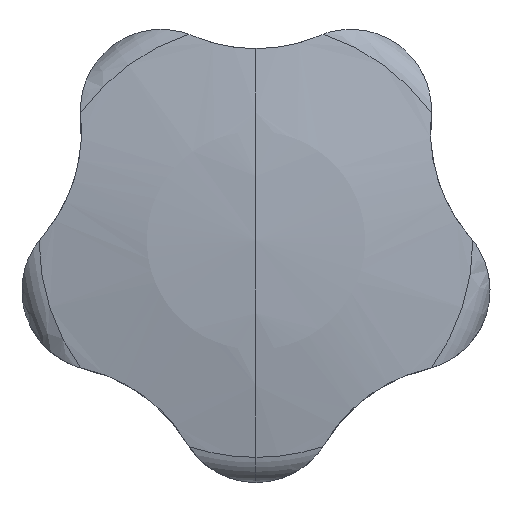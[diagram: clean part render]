
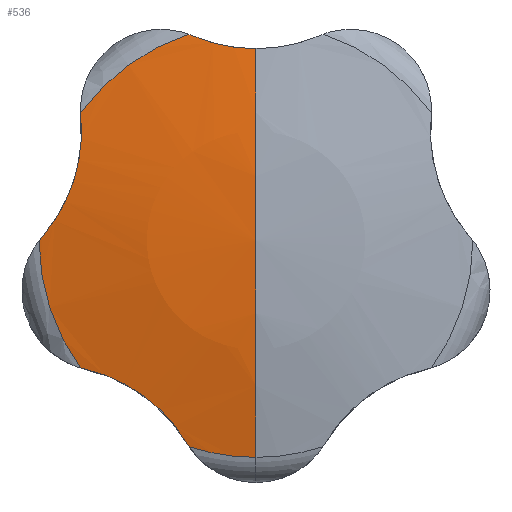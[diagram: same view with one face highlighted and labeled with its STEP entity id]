
A CAD part, top view. The second image highlights one B-rep face of the part: STEP entity #536.
In plain terms, the highlighted spherical face has radius 120 mm.
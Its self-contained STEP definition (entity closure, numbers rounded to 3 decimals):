
#242=VERTEX_POINT('',#683);
#250=VERTEX_POINT('',#693);
#252=VERTEX_POINT('',#695);
#288=EDGE_CURVE('',#582,#398,#736,.T.);
#310=VERTEX_POINT('',#760);
#324=EDGE_CURVE('',#542,#250,#775,.T.);
#326=VERTEX_POINT('',#777);
#330=EDGE_CURVE('',#542,#398,#782,.T.);
#340=VERTEX_POINT('',#792);
#348=EDGE_CURVE('',#250,#326,#800,.T.);
#382=EDGE_CURVE('',#252,#242,#835,.T.);
#390=EDGE_CURVE('',#442,#582,#843,.T.);
#398=VERTEX_POINT('',#852);
#436=VERTEX_POINT('',#897);
#438=EDGE_CURVE('',#436,#242,#899,.T.);
#442=VERTEX_POINT('',#903);
#444=VERTEX_POINT('',#905);
#476=EDGE_CURVE('',#444,#506,#941,.T.);
#492=EDGE_CURVE('',#506,#252,#958,.T.);
#502=EDGE_CURVE('',#444,#310,#968,.T.);
#506=VERTEX_POINT('',#972);
#536=ADVANCED_FACE('',(#1004),#1005,.T.);
#542=VERTEX_POINT('',#1013);
#582=VERTEX_POINT('',#1055);
#592=EDGE_CURVE('',#326,#340,#1065,.T.);
#618=EDGE_CURVE('',#436,#442,#1094,.T.);
#654=EDGE_CURVE('',#340,#310,#1136,.T.);
#683=CARTESIAN_POINT('',(-26.897,-0.018,36.947));
#693=CARTESIAN_POINT('',(0.,0.,40.0));
#695=CARTESIAN_POINT('',(-26.56,0.389,37.023));
#736=B_SPLINE_CURVE_WITH_KNOTS('',3,(#1233,#1234,#1235,#1236),.UNSPECIFIED.,.F.,.F.,(4,4),(0.0,0.529),.UNSPECIFIED.);
#760=CARTESIAN_POINT('',(-8.328,25.575,36.947));
#775=CIRCLE('',#1296,120.0);
#777=CARTESIAN_POINT('',(0.,23.781,37.62));
#782=CIRCLE('',#1304,26.897);
#792=CARTESIAN_POINT('',(-7.837,25.381,37.023));
#800=CIRCLE('',#1336,120.0);
#835=B_SPLINE_CURVE_WITH_KNOTS('',3,(#1394,#1395,#1396,#1397),.UNSPECIFIED.,.F.,.F.,(4,4),(0.0,0.529),.UNSPECIFIED.);
#843=B_SPLINE_CURVE_WITH_KNOTS('',3,(#1412,#1413,#1414,#1415,#1416,#1417,#1418,#1419,#1420,#1421,#1422,#1423,#1424,#1425),.UNSPECIFIED.,.F.,.F.,(4,2,2,2,2,2,4),(0.0,3.745,7.489,11.234,13.107,14.979,15.558),.UNSPECIFIED.);
#852=CARTESIAN_POINT('',(-8.295,-25.586,36.947));
#897=CARTESIAN_POINT('',(-21.77,-15.795,36.947));
#899=CIRCLE('',#1502,26.897);
#903=CARTESIAN_POINT('',(-21.259,-15.927,37.023));
#905=CARTESIAN_POINT('',(-21.749,15.824,36.947));
#941=B_SPLINE_CURVE_WITH_KNOTS('',3,(#1561,#1562,#1563,#1564),.UNSPECIFIED.,.F.,.F.,(4,4),(19.347,19.85),.UNSPECIFIED.);
#958=B_SPLINE_CURVE_WITH_KNOTS('',3,(#1597,#1598,#1599,#1600,#1601,#1602,#1603,#1604,#1605,#1606,#1607,#1608,#1609,#1610),.UNSPECIFIED.,.F.,.F.,(4,2,2,2,2,2,4),(0.0,3.745,7.489,11.234,13.107,14.979,15.558),.UNSPECIFIED.);
#968=CIRCLE('',#1623,26.897);
#972=CARTESIAN_POINT('',(-21.717,15.297,37.023));
#1004=FACE_OUTER_BOUND('',#1669,.T.);
#1005=SPHERICAL_SURFACE('',#1670,120.0);
#1013=CARTESIAN_POINT('',(0.,-26.897,36.947));
#1055=CARTESIAN_POINT('',(-8.578,-25.14,37.023));
#1065=B_SPLINE_CURVE_WITH_KNOTS('',3,(#1788,#1789,#1790,#1791,#1792,#1793,#1794,#1795,#1796,#1797,#1798,#1799,#1800,#1801),.UNSPECIFIED.,.F.,.F.,(4,2,2,2,2,2,4),(0.0,3.745,7.489,11.234,13.107,14.979,15.558),.UNSPECIFIED.);
#1094=B_SPLINE_CURVE_WITH_KNOTS('',3,(#1840,#1841,#1842,#1843),.UNSPECIFIED.,.F.,.F.,(4,4),(19.347,19.85),.UNSPECIFIED.);
#1136=B_SPLINE_CURVE_WITH_KNOTS('',3,(#1927,#1928,#1929,#1930),.UNSPECIFIED.,.F.,.F.,(4,4),(0.0,0.529),.UNSPECIFIED.);
#1233=CARTESIAN_POINT('',(-8.578,-25.14,37.023));
#1234=CARTESIAN_POINT('',(-8.488,-25.29,36.998));
#1235=CARTESIAN_POINT('',(-8.394,-25.438,36.972));
#1236=CARTESIAN_POINT('',(-8.295,-25.586,36.947));
#1296=AXIS2_PLACEMENT_3D('',#2078,#2079,#2080);
#1304=AXIS2_PLACEMENT_3D('',#2089,#2090,#2091);
#1336=AXIS2_PLACEMENT_3D('',#2101,#2102,#2103);
#1394=CARTESIAN_POINT('',(-26.56,0.389,37.023));
#1395=CARTESIAN_POINT('',(-26.675,0.258,36.998));
#1396=CARTESIAN_POINT('',(-26.787,0.122,36.972));
#1397=CARTESIAN_POINT('',(-26.897,-0.018,36.947));
#1412=CARTESIAN_POINT('',(-21.259,-15.927,37.023));
#1413=CARTESIAN_POINT('',(-20.055,-16.203,37.204));
#1414=CARTESIAN_POINT('',(-18.832,-16.603,37.352));
#1415=CARTESIAN_POINT('',(-16.451,-17.657,37.556));
#1416=CARTESIAN_POINT('',(-15.294,-18.309,37.612));
#1417=CARTESIAN_POINT('',(-13.135,-19.831,37.626));
#1418=CARTESIAN_POINT('',(-12.13,-20.701,37.584));
#1419=CARTESIAN_POINT('',(-10.785,-22.118,37.452));
#1420=CARTESIAN_POINT('',(-10.363,-22.608,37.396));
#1421=CARTESIAN_POINT('',(-9.578,-23.614,37.265));
#1422=CARTESIAN_POINT('',(-9.214,-24.129,37.189));
#1423=CARTESIAN_POINT('',(-8.778,-24.811,37.079));
#1424=CARTESIAN_POINT('',(-8.677,-24.975,37.051));
#1425=CARTESIAN_POINT('',(-8.578,-25.14,37.023));
#1502=AXIS2_PLACEMENT_3D('',#2206,#2207,#2208);
#1561=CARTESIAN_POINT('',(-21.749,15.824,36.947));
#1562=CARTESIAN_POINT('',(-21.743,15.648,36.972));
#1563=CARTESIAN_POINT('',(-21.732,15.472,36.997));
#1564=CARTESIAN_POINT('',(-21.717,15.297,37.023));
#1597=CARTESIAN_POINT('',(-21.717,15.297,37.023));
#1598=CARTESIAN_POINT('',(-21.607,14.066,37.204));
#1599=CARTESIAN_POINT('',(-21.61,12.779,37.352));
#1600=CARTESIAN_POINT('',(-21.876,10.19,37.556));
#1601=CARTESIAN_POINT('',(-22.14,8.888,37.612));
#1602=CARTESIAN_POINT('',(-22.919,6.364,37.626));
#1603=CARTESIAN_POINT('',(-23.436,5.139,37.584));
#1604=CARTESIAN_POINT('',(-24.368,3.422,37.452));
#1605=CARTESIAN_POINT('',(-24.704,2.869,37.396));
#1606=CARTESIAN_POINT('',(-25.418,1.812,37.265));
#1607=CARTESIAN_POINT('',(-25.795,1.307,37.189));
#1608=CARTESIAN_POINT('',(-26.31,0.681,37.079));
#1609=CARTESIAN_POINT('',(-26.434,0.535,37.051));
#1610=CARTESIAN_POINT('',(-26.56,0.389,37.023));
#1623=AXIS2_PLACEMENT_3D('',#2274,#2275,#2276);
#1669=EDGE_LOOP('',(#2309,#2310,#2311,#2312,#2313,#2314,#2315,#2316,#2317,#2318,#2319,#2320,#2321));
#1670=AXIS2_PLACEMENT_3D('',#2322,#2323,#2324);
#1788=CARTESIAN_POINT('',(7.837,25.381,37.023));
#1789=CARTESIAN_POINT('',(6.701,24.897,37.204));
#1790=CARTESIAN_POINT('',(5.476,24.501,37.352));
#1791=CARTESIAN_POINT('',(2.931,23.954,37.556));
#1792=CARTESIAN_POINT('',(1.611,23.802,37.612));
#1793=CARTESIAN_POINT('',(-1.03,23.764,37.626));
#1794=CARTESIAN_POINT('',(-2.354,23.878,37.584));
#1795=CARTESIAN_POINT('',(-4.275,24.233,37.452));
#1796=CARTESIAN_POINT('',(-4.905,24.381,37.396));
#1797=CARTESIAN_POINT('',(-6.131,24.733,37.265));
#1798=CARTESIAN_POINT('',(-6.728,24.937,37.189));
#1799=CARTESIAN_POINT('',(-7.482,25.232,37.079));
#1800=CARTESIAN_POINT('',(-7.66,25.305,37.051));
#1801=CARTESIAN_POINT('',(-7.837,25.381,37.023));
#1840=CARTESIAN_POINT('',(-21.77,-15.795,36.947));
#1841=CARTESIAN_POINT('',(-21.601,-15.844,36.972));
#1842=CARTESIAN_POINT('',(-21.43,-15.887,36.997));
#1843=CARTESIAN_POINT('',(-21.259,-15.927,37.023));
#1927=CARTESIAN_POINT('',(-7.837,25.381,37.023));
#1928=CARTESIAN_POINT('',(-7.998,25.449,36.998));
#1929=CARTESIAN_POINT('',(-8.161,25.514,36.972));
#1930=CARTESIAN_POINT('',(-8.328,25.575,36.947));
#2078=CARTESIAN_POINT('',(0.,0.,-80.));
#2079=DIRECTION('',(-1.0,0.,-0.0));
#2080=DIRECTION('',(0.0,0.0,-1.0));
#2089=CARTESIAN_POINT('',(0.,0.,36.947));
#2090=DIRECTION('',(-0.0,0.0,-1.0));
#2091=DIRECTION('',(0.,-1.0,0.0));
#2101=CARTESIAN_POINT('',(0.,0.,-80.));
#2102=DIRECTION('',(-1.0,0.,-0.0));
#2103=DIRECTION('',(0.0,0.0,-1.0));
#2206=CARTESIAN_POINT('',(0.,0.,36.947));
#2207=DIRECTION('',(-0.0,0.0,-1.0));
#2208=DIRECTION('',(0.,-1.0,0.0));
#2274=CARTESIAN_POINT('',(0.,0.,36.947));
#2275=DIRECTION('',(-0.0,0.0,-1.0));
#2276=DIRECTION('',(0.,-1.0,0.0));
#2309=ORIENTED_EDGE('',*,*,#324,.T.);
#2310=ORIENTED_EDGE('',*,*,#348,.T.);
#2311=ORIENTED_EDGE('',*,*,#592,.T.);
#2312=ORIENTED_EDGE('',*,*,#654,.T.);
#2313=ORIENTED_EDGE('',*,*,#502,.F.);
#2314=ORIENTED_EDGE('',*,*,#476,.T.);
#2315=ORIENTED_EDGE('',*,*,#492,.T.);
#2316=ORIENTED_EDGE('',*,*,#382,.T.);
#2317=ORIENTED_EDGE('',*,*,#438,.F.);
#2318=ORIENTED_EDGE('',*,*,#618,.T.);
#2319=ORIENTED_EDGE('',*,*,#390,.T.);
#2320=ORIENTED_EDGE('',*,*,#288,.T.);
#2321=ORIENTED_EDGE('',*,*,#330,.F.);
#2322=CARTESIAN_POINT('',(0.,0.,-80.));
#2323=DIRECTION('',(0.0,0.0,-1.0));
#2324=DIRECTION('',(0.,1.0,0.0));
